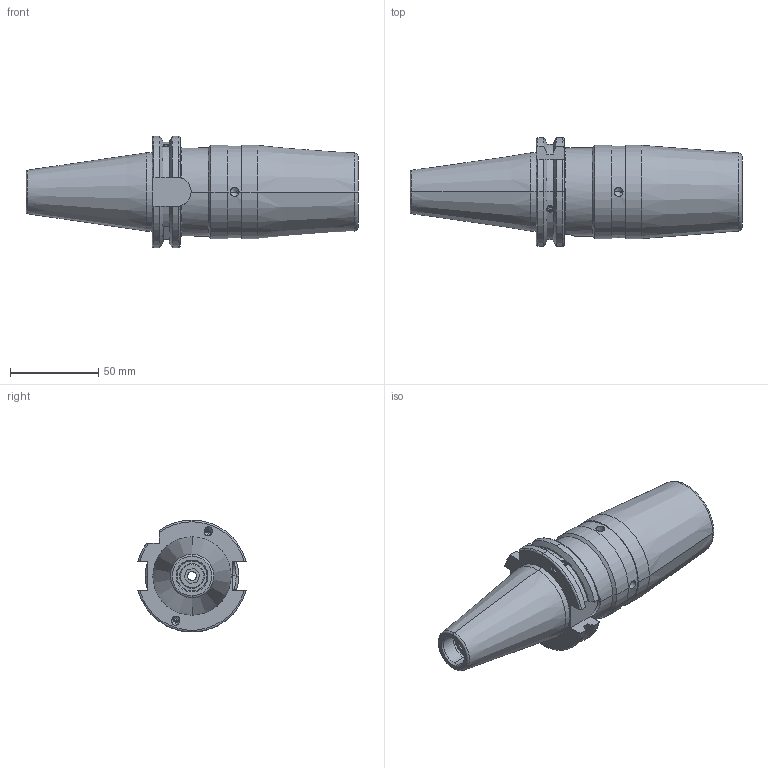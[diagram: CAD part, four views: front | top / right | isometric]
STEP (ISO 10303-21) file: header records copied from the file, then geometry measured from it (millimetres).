
FILE_DESCRIPTION (( 'STEP AP203' ), '1' );
FILE_NAME ('F1S409H-SFC25120.STEP', '2024-08-29T07:34:02', ( '' ), ( '' ), 'SwSTEP 2.0', 'SolidWorks 2024', '' );
FILE_SCHEMA (( 'CONFIG_CONTROL_DESIGN' ));
Length unit declared in the file: millimetre
Products named in the file (5): SK40SFC25120F-FIN; GS-M4X4_DIN 913 - M4 x 4-N; GS-M4X4-COATING_DIN 913 - M4 x 4-N; SCWM16X1P; F1S409H-SFC25120
Assembly tree (6 placements, depth 2):
  F1S409H-SFC25120
    SK40SFC25120F-FIN
    SCWM16X1P
    GS-M4X4_DIN 913 - M4 x 4-N  x2
    GS-M4X4-COATING_DIN 913 - M4 x 4-N  x2
Bounding box: 188.4 x 61.48 x 63.55 mm (x, y, z)
Volume: 262921.2 mm3; surface area: 45908.5 mm2
Topology: 6 solids, 6 shells, 287 faces, 697 edges, 432 vertices
Faces by surface type: cone 106, cylinder 88, plane 77, torus 16
Entity records: 7594 total; most frequent: CARTESIAN_POINT 1825, DIRECTION 1149, ORIENTED_EDGE 1050, EDGE_CURVE 525, AXIS2_PLACEMENT_3D 454, VERTEX_POINT 330, EDGE_LOOP 247, VECTOR 241
